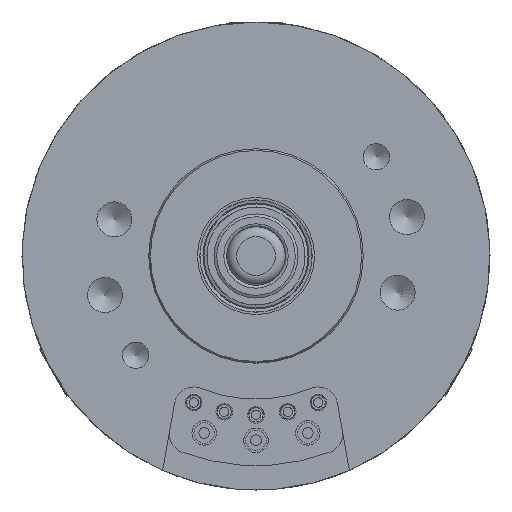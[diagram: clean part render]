
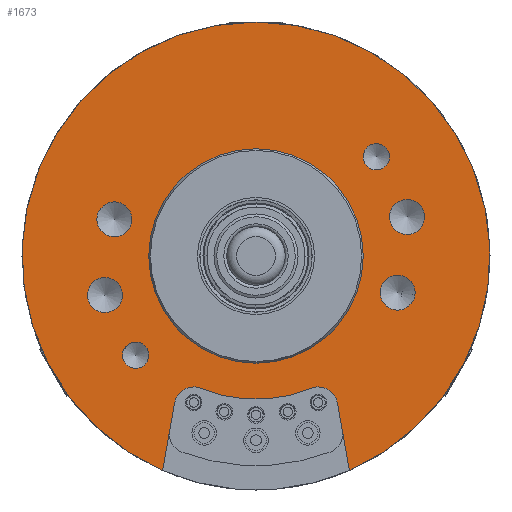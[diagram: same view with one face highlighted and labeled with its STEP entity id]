
A CAD part, left-side view. The second image highlights one B-rep face of the part: STEP entity #1673.
In plain terms, the highlighted planar face has unit normal (-1, 0, 0).
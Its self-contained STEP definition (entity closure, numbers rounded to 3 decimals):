
#458=LINE('',#13031,#546);
#459=LINE('',#13039,#547);
#546=VECTOR('',#9325,1.);
#547=VECTOR('',#9332,1.);
#1059=PLANE('',#7433);
#1673=ADVANCED_FACE('',(#2292,#2293,#2294,#2295,#2296,#2297,#2298,#2299),
#1059,.T.);
#2292=FACE_BOUND('',#3046,.T.);
#2293=FACE_BOUND('',#3047,.T.);
#2294=FACE_BOUND('',#3048,.T.);
#2295=FACE_BOUND('',#3049,.T.);
#2296=FACE_BOUND('',#3050,.T.);
#2297=FACE_BOUND('',#3051,.T.);
#2298=FACE_BOUND('',#3052,.T.);
#2299=FACE_BOUND('',#3053,.T.);
#3046=EDGE_LOOP('',(#4502));
#3047=EDGE_LOOP('',(#4503));
#3048=EDGE_LOOP('',(#4504));
#3049=EDGE_LOOP('',(#4505));
#3050=EDGE_LOOP('',(#4506));
#3051=EDGE_LOOP('',(#4507));
#3052=EDGE_LOOP('',(#4508));
#3053=EDGE_LOOP('',(#4509,#4510,#4511,#4512,#4513,#4514));
#4502=ORIENTED_EDGE('',*,*,#5988,.T.);
#4503=ORIENTED_EDGE('',*,*,#5989,.T.);
#4504=ORIENTED_EDGE('',*,*,#5990,.T.);
#4505=ORIENTED_EDGE('',*,*,#5991,.T.);
#4506=ORIENTED_EDGE('',*,*,#5992,.T.);
#4507=ORIENTED_EDGE('',*,*,#5993,.T.);
#4508=ORIENTED_EDGE('',*,*,#5994,.F.);
#4509=ORIENTED_EDGE('',*,*,#5995,.T.);
#4510=ORIENTED_EDGE('',*,*,#5996,.T.);
#4511=ORIENTED_EDGE('',*,*,#5997,.T.);
#4512=ORIENTED_EDGE('',*,*,#5998,.T.);
#4513=ORIENTED_EDGE('',*,*,#5999,.T.);
#4514=ORIENTED_EDGE('',*,*,#6000,.T.);
#5240=VERTEX_POINT('',#13015);
#5241=VERTEX_POINT('',#13017);
#5242=VERTEX_POINT('',#13019);
#5243=VERTEX_POINT('',#13021);
#5244=VERTEX_POINT('',#13023);
#5245=VERTEX_POINT('',#13025);
#5246=VERTEX_POINT('',#13027);
#5247=VERTEX_POINT('',#13029);
#5248=VERTEX_POINT('',#13030);
#5249=VERTEX_POINT('',#13032);
#5250=VERTEX_POINT('',#13034);
#5251=VERTEX_POINT('',#13036);
#5252=VERTEX_POINT('',#13038);
#5988=EDGE_CURVE('',#5240,#5240,#6528,.T.);
#5989=EDGE_CURVE('',#5241,#5241,#6529,.T.);
#5990=EDGE_CURVE('',#5242,#5242,#6530,.T.);
#5991=EDGE_CURVE('',#5243,#5243,#6531,.T.);
#5992=EDGE_CURVE('',#5244,#5244,#6532,.T.);
#5993=EDGE_CURVE('',#5245,#5245,#6533,.T.);
#5994=EDGE_CURVE('',#5246,#5246,#6534,.T.);
#5995=EDGE_CURVE('',#5247,#5248,#6535,.T.);
#5996=EDGE_CURVE('',#5248,#5249,#458,.T.);
#5997=EDGE_CURVE('',#5249,#5250,#6536,.T.);
#5998=EDGE_CURVE('',#5250,#5251,#6537,.T.);
#5999=EDGE_CURVE('',#5251,#5252,#6538,.T.);
#6000=EDGE_CURVE('',#5252,#5247,#459,.T.);
#6528=CIRCLE('',#7422,1.35);
#6529=CIRCLE('',#7423,1.35);
#6530=CIRCLE('',#7424,1.8);
#6531=CIRCLE('',#7425,1.8);
#6532=CIRCLE('',#7426,1.8);
#6533=CIRCLE('',#7427,1.8);
#6534=CIRCLE('',#7428,11.);
#6535=CIRCLE('',#7429,24.);
#6536=CIRCLE('',#7430,2.);
#6537=CIRCLE('',#7431,14.7);
#6538=CIRCLE('',#7432,2.);
#7422=AXIS2_PLACEMENT_3D('',#13014,#9309,#9310);
#7423=AXIS2_PLACEMENT_3D('',#13016,#9311,#9312);
#7424=AXIS2_PLACEMENT_3D('',#13018,#9313,#9314);
#7425=AXIS2_PLACEMENT_3D('',#13020,#9315,#9316);
#7426=AXIS2_PLACEMENT_3D('',#13022,#9317,#9318);
#7427=AXIS2_PLACEMENT_3D('',#13024,#9319,#9320);
#7428=AXIS2_PLACEMENT_3D('',#13026,#9321,#9322);
#7429=AXIS2_PLACEMENT_3D('',#13028,#9323,#9324);
#7430=AXIS2_PLACEMENT_3D('',#13033,#9326,#9327);
#7431=AXIS2_PLACEMENT_3D('',#13035,#9328,#9329);
#7432=AXIS2_PLACEMENT_3D('',#13037,#9330,#9331);
#7433=AXIS2_PLACEMENT_3D('',#13040,#9333,#9334);
#9309=DIRECTION('',(1.,0.,0.));
#9310=DIRECTION('',(0.,0.,1.));
#9311=DIRECTION('',(1.,0.,0.));
#9312=DIRECTION('',(0.,0.,1.));
#9313=DIRECTION('',(1.,0.,0.));
#9314=DIRECTION('',(0.,0.,1.));
#9315=DIRECTION('',(1.,0.,0.));
#9316=DIRECTION('',(0.,0.,1.));
#9317=DIRECTION('',(1.,0.,0.));
#9318=DIRECTION('',(0.,0.,1.));
#9319=DIRECTION('',(1.,0.,0.));
#9320=DIRECTION('',(0.,0.,1.));
#9321=DIRECTION('',(-1.,0.,0.));
#9322=DIRECTION('',(0.,0.,-1.));
#9323=DIRECTION('',(-1.,0.,0.));
#9324=DIRECTION('',(0.,0.,-1.));
#9325=DIRECTION('',(0.,-0.174,0.985));
#9326=DIRECTION('',(1.,0.,0.));
#9327=DIRECTION('',(0.,0.,-1.));
#9328=DIRECTION('',(-1.,0.,0.));
#9329=DIRECTION('',(0.,1.,0.));
#9330=DIRECTION('',(1.,0.,0.));
#9331=DIRECTION('',(0.,0.,-1.));
#9332=DIRECTION('',(0.,-0.174,-0.985));
#9333=DIRECTION('',(-1.,0.,0.));
#9334=DIRECTION('',(0.,0.,1.));
#13014=CARTESIAN_POINT('',(0.,-12.346,10.177));
#13015=CARTESIAN_POINT('',(0.,-12.346,11.527));
#13016=CARTESIAN_POINT('',(0.,12.346,-10.177));
#13017=CARTESIAN_POINT('',(0.,12.346,-8.827));
#13018=CARTESIAN_POINT('',(0.,-15.49,4.006));
#13019=CARTESIAN_POINT('',(0.,-15.49,5.806));
#13020=CARTESIAN_POINT('',(0.,15.49,-4.006));
#13021=CARTESIAN_POINT('',(0.,15.49,-2.206));
#13022=CARTESIAN_POINT('',(0.,14.522,3.756));
#13023=CARTESIAN_POINT('',(0.,14.522,5.556));
#13024=CARTESIAN_POINT('',(0.,-14.522,-3.756));
#13025=CARTESIAN_POINT('',(0.,-14.522,-1.956));
#13026=CARTESIAN_POINT('',(0.,0.,0.));
#13027=CARTESIAN_POINT('',(0.,0.,-11.));
#13028=CARTESIAN_POINT('',(0.,0.,0.));
#13029=CARTESIAN_POINT('',(0.,-9.581,-22.005));
#13030=CARTESIAN_POINT('',(0.,9.581,-22.005));
#13031=CARTESIAN_POINT('',(0.,9.581,-22.005));
#13032=CARTESIAN_POINT('',(0.,8.36,-15.082));
#13033=CARTESIAN_POINT('',(0.,6.391,-15.429));
#13034=CARTESIAN_POINT('',(0.,5.625,-13.581));
#13035=CARTESIAN_POINT('',(0.,0.,0.));
#13036=CARTESIAN_POINT('',(0.,-5.625,-13.581));
#13037=CARTESIAN_POINT('',(0.,-6.391,-15.429));
#13038=CARTESIAN_POINT('',(0.,-8.36,-15.082));
#13039=CARTESIAN_POINT('',(0.,-7.888,-12.404));
#13040=CARTESIAN_POINT('',(0.,0.,-11.));
